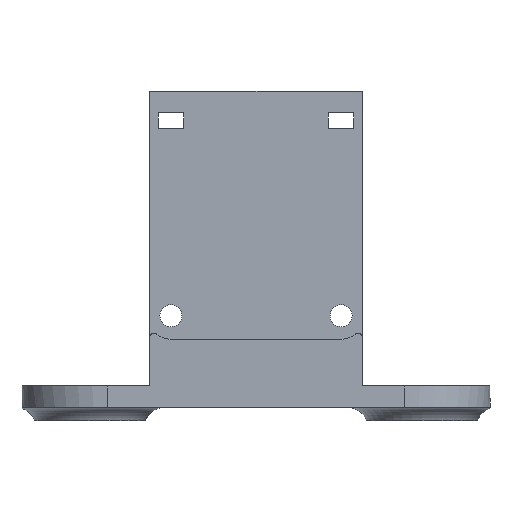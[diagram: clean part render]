
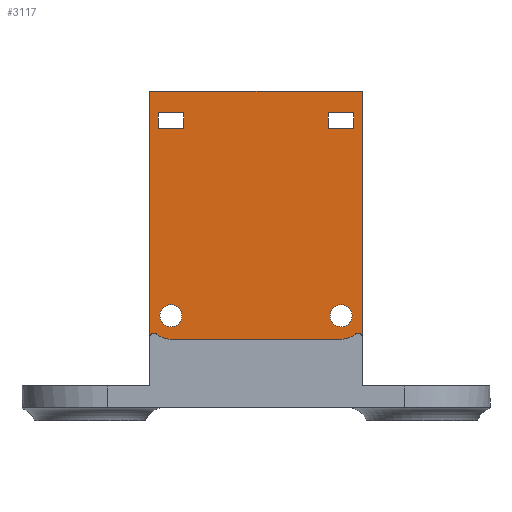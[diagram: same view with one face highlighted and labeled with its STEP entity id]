
A CAD part, front view. The second image highlights one B-rep face of the part: STEP entity #3117.
In plain terms, the highlighted planar face has unit normal (0, -1, 0).
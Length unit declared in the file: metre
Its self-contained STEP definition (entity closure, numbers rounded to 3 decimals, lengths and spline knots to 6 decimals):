
#109=B_SPLINE_CURVE_WITH_KNOTS('',3,(#5074,#5075,#5076,#5077),
 .UNSPECIFIED.,.F.,.F.,(4,4),(0.,1.),.UNSPECIFIED.);
#110=B_SPLINE_CURVE_WITH_KNOTS('',3,(#5081,#5082,#5083,#5084),
 .UNSPECIFIED.,.F.,.F.,(4,4),(0.,1.),.UNSPECIFIED.);
#288=LINE('',#5047,#557);
#292=LINE('',#5056,#561);
#294=LINE('',#5060,#563);
#295=LINE('',#5062,#564);
#296=LINE('',#5064,#565);
#297=LINE('',#5072,#566);
#298=LINE('',#5079,#567);
#299=LINE('',#5086,#568);
#300=LINE('',#5092,#569);
#301=LINE('',#5095,#570);
#302=LINE('',#5097,#571);
#303=LINE('',#5099,#572);
#557=VECTOR('',#4047,1.);
#561=VECTOR('',#4053,1.);
#563=VECTOR('',#4057,1.);
#564=VECTOR('',#4058,1.);
#565=VECTOR('',#4059,1.);
#566=VECTOR('',#4066,1.);
#567=VECTOR('',#4067,1.);
#568=VECTOR('',#4068,1.);
#569=VECTOR('',#4073,1.);
#570=VECTOR('',#4076,1.);
#571=VECTOR('',#4077,1.);
#572=VECTOR('',#4078,1.);
#1144=ORIENTED_EDGE('',*,*,#1851,.T.);
#1145=ORIENTED_EDGE('',*,*,#1849,.T.);
#1146=ORIENTED_EDGE('',*,*,#1852,.T.);
#1147=ORIENTED_EDGE('',*,*,#1853,.T.);
#1148=ORIENTED_EDGE('',*,*,#1854,.T.);
#1149=ORIENTED_EDGE('',*,*,#1855,.T.);
#1150=ORIENTED_EDGE('',*,*,#1856,.T.);
#1151=ORIENTED_EDGE('',*,*,#1857,.T.);
#1152=ORIENTED_EDGE('',*,*,#1858,.F.);
#1153=ORIENTED_EDGE('',*,*,#1859,.T.);
#1154=ORIENTED_EDGE('',*,*,#1860,.T.);
#1155=ORIENTED_EDGE('',*,*,#1861,.T.);
#1156=ORIENTED_EDGE('',*,*,#1862,.T.);
#1157=ORIENTED_EDGE('',*,*,#1863,.T.);
#1158=ORIENTED_EDGE('',*,*,#1864,.T.);
#1159=ORIENTED_EDGE('',*,*,#1865,.T.);
#1160=ORIENTED_EDGE('',*,*,#1866,.T.);
#1161=ORIENTED_EDGE('',*,*,#1845,.T.);
#1162=ORIENTED_EDGE('',*,*,#1867,.T.);
#1163=ORIENTED_EDGE('',*,*,#1868,.T.);
#1845=EDGE_CURVE('',#2229,#2228,#288,.T.);
#1849=EDGE_CURVE('',#2233,#2232,#292,.T.);
#1851=EDGE_CURVE('',#2234,#2233,#294,.T.);
#1852=EDGE_CURVE('',#2232,#2235,#295,.T.);
#1853=EDGE_CURVE('',#2235,#2234,#296,.T.);
#1854=EDGE_CURVE('',#2236,#2236,#2428,.T.);
#1855=EDGE_CURVE('',#2237,#2237,#2429,.T.);
#1856=EDGE_CURVE('',#2238,#2239,#2430,.T.);
#1857=EDGE_CURVE('',#2239,#2240,#297,.T.);
#1858=EDGE_CURVE('',#2241,#2240,#109,.F.);
#1859=EDGE_CURVE('',#2241,#2242,#298,.T.);
#1860=EDGE_CURVE('',#2242,#2243,#110,.T.);
#1861=EDGE_CURVE('',#2243,#2244,#299,.T.);
#1862=EDGE_CURVE('',#2244,#2245,#2431,.T.);
#1863=EDGE_CURVE('',#2245,#2246,#2432,.T.);
#1864=EDGE_CURVE('',#2246,#2247,#300,.T.);
#1865=EDGE_CURVE('',#2247,#2238,#2433,.T.);
#1866=EDGE_CURVE('',#2248,#2229,#301,.T.);
#1867=EDGE_CURVE('',#2228,#2249,#302,.T.);
#1868=EDGE_CURVE('',#2249,#2248,#303,.T.);
#2228=VERTEX_POINT('',#5046);
#2229=VERTEX_POINT('',#5048);
#2232=VERTEX_POINT('',#5055);
#2233=VERTEX_POINT('',#5057);
#2234=VERTEX_POINT('',#5061);
#2235=VERTEX_POINT('',#5063);
#2236=VERTEX_POINT('',#5066);
#2237=VERTEX_POINT('',#5068);
#2238=VERTEX_POINT('',#5070);
#2239=VERTEX_POINT('',#5071);
#2240=VERTEX_POINT('',#5073);
#2241=VERTEX_POINT('',#5078);
#2242=VERTEX_POINT('',#5080);
#2243=VERTEX_POINT('',#5085);
#2244=VERTEX_POINT('',#5087);
#2245=VERTEX_POINT('',#5089);
#2246=VERTEX_POINT('',#5091);
#2247=VERTEX_POINT('',#5093);
#2248=VERTEX_POINT('',#5096);
#2249=VERTEX_POINT('',#5098);
#2428=CIRCLE('',#3395,0.0026);
#2429=CIRCLE('',#3396,0.0026);
#2430=CIRCLE('',#3397,0.00105);
#2431=CIRCLE('',#3398,0.00105);
#2432=CIRCLE('',#3399,0.0048);
#2433=CIRCLE('',#3400,0.0048);
#2585=EDGE_LOOP('',(#1144,#1145,#1146,#1147));
#2586=EDGE_LOOP('',(#1148));
#2587=EDGE_LOOP('',(#1149));
#2588=EDGE_LOOP('',(#1150,#1151,#1152,#1153,#1154,#1155,#1156,#1157,#1158,
#1159));
#2589=EDGE_LOOP('',(#1160,#1161,#1162,#1163));
#2827=FACE_BOUND('',#2585,.T.);
#2828=FACE_BOUND('',#2586,.T.);
#2829=FACE_BOUND('',#2587,.T.);
#2830=FACE_BOUND('',#2588,.T.);
#2831=FACE_BOUND('',#2589,.T.);
#3005=PLANE('',#3394);
#3117=ADVANCED_FACE('',(#2827,#2828,#2829,#2830,#2831),#3005,.F.);
#3394=AXIS2_PLACEMENT_3D('',#5059,#4055,#4056);
#3395=AXIS2_PLACEMENT_3D('',#5065,#4060,#4061);
#3396=AXIS2_PLACEMENT_3D('',#5067,#4062,#4063);
#3397=AXIS2_PLACEMENT_3D('',#5069,#4064,#4065);
#3398=AXIS2_PLACEMENT_3D('',#5088,#4069,#4070);
#3399=AXIS2_PLACEMENT_3D('',#5090,#4071,#4072);
#3400=AXIS2_PLACEMENT_3D('',#5094,#4074,#4075);
#4047=DIRECTION('',(0.,0.,-1.));
#4053=DIRECTION('',(0.,0.,-1.));
#4055=DIRECTION('',(0.,1.,0.));
#4056=DIRECTION('',(1.,0.,0.));
#4057=DIRECTION('',(1.,0.,0.));
#4058=DIRECTION('',(-1.,0.,0.));
#4059=DIRECTION('',(0.,0.,1.));
#4060=DIRECTION('',(0.,1.,0.));
#4061=DIRECTION('',(1.,0.,0.));
#4062=DIRECTION('',(0.,1.,0.));
#4063=DIRECTION('',(1.,0.,0.));
#4064=DIRECTION('',(0.,1.,0.));
#4065=DIRECTION('',(1.,0.,0.));
#4066=DIRECTION('',(0.,0.,1.));
#4067=DIRECTION('',(-1.,0.,0.));
#4068=DIRECTION('',(0.,0.,-1.));
#4069=DIRECTION('',(0.,1.,0.));
#4070=DIRECTION('',(0.641,0.,0.768));
#4071=DIRECTION('',(0.,-1.,0.));
#4072=DIRECTION('',(-0.641,0.,-0.768));
#4073=DIRECTION('',(1.,0.,0.));
#4074=DIRECTION('',(0.,-1.,0.));
#4075=DIRECTION('',(0.,0.,-1.));
#4076=DIRECTION('',(1.,0.,0.));
#4077=DIRECTION('',(-1.,0.,0.));
#4078=DIRECTION('',(0.,0.,1.));
#5046=CARTESIAN_POINT('',(0.023,-0.033235,0.065509));
#5047=CARTESIAN_POINT('',(0.023,-0.033235,0.04083));
#5048=CARTESIAN_POINT('',(0.023,-0.033235,0.069209));
#5055=CARTESIAN_POINT('',(-0.017,-0.033235,0.065509));
#5056=CARTESIAN_POINT('',(-0.017,-0.033235,0.04083));
#5057=CARTESIAN_POINT('',(-0.017,-0.033235,0.069209));
#5059=CARTESIAN_POINT('',(0.,-0.033235,0.03425));
#5060=CARTESIAN_POINT('',(-0.0115,-0.033235,0.069209));
#5061=CARTESIAN_POINT('',(-0.023,-0.033235,0.069209));
#5062=CARTESIAN_POINT('',(-0.0085,-0.033235,0.065509));
#5063=CARTESIAN_POINT('',(-0.023,-0.033235,0.065509));
#5064=CARTESIAN_POINT('',(-0.023,-0.033235,0.03948));
#5065=CARTESIAN_POINT('',(0.02,-0.033235,0.0215));
#5066=CARTESIAN_POINT('',(0.0226,-0.033235,0.0215));
#5067=CARTESIAN_POINT('',(-0.02,-0.033235,0.0215));
#5068=CARTESIAN_POINT('',(-0.0174,-0.033235,0.0215));
#5069=CARTESIAN_POINT('',(0.02395,-0.033235,0.01631));
#5070=CARTESIAN_POINT('',(0.023277,-0.033235,0.017116));
#5071=CARTESIAN_POINT('',(0.025,-0.033235,0.01631));
#5072=CARTESIAN_POINT('',(0.025,-0.033235,0.017125));
#5073=CARTESIAN_POINT('',(0.025,-0.033235,0.0525));
#5074=CARTESIAN_POINT('',(0.025,-0.033235,0.0525));
#5075=CARTESIAN_POINT('',(0.025,-0.033235,0.059767));
#5076=CARTESIAN_POINT('',(0.025,-0.033235,0.067033));
#5077=CARTESIAN_POINT('',(0.025,-0.033235,0.0743));
#5078=CARTESIAN_POINT('',(0.025,-0.033235,0.0743));
#5079=CARTESIAN_POINT('',(0.,-0.033235,0.0743));
#5080=CARTESIAN_POINT('',(-0.025,-0.033235,0.0743));
#5081=CARTESIAN_POINT('',(-0.025,-0.033235,0.0743));
#5082=CARTESIAN_POINT('',(-0.025,-0.033235,0.067033));
#5083=CARTESIAN_POINT('',(-0.025,-0.033235,0.059767));
#5084=CARTESIAN_POINT('',(-0.025,-0.033235,0.0525));
#5085=CARTESIAN_POINT('',(-0.025,-0.033235,0.0525));
#5086=CARTESIAN_POINT('',(-0.025,-0.033235,0.017125));
#5087=CARTESIAN_POINT('',(-0.025,-0.033235,0.01631));
#5088=CARTESIAN_POINT('',(-0.02395,-0.033235,0.01631));
#5089=CARTESIAN_POINT('',(-0.023277,-0.033235,0.017116));
#5090=CARTESIAN_POINT('',(-0.0202,-0.033235,0.0208));
#5091=CARTESIAN_POINT('',(-0.0202,-0.033235,0.016));
#5092=CARTESIAN_POINT('',(0.0101,-0.033235,0.016));
#5093=CARTESIAN_POINT('',(0.0202,-0.033235,0.016));
#5094=CARTESIAN_POINT('',(0.0202,-0.033235,0.0208));
#5095=CARTESIAN_POINT('',(0.0085,-0.033235,0.069209));
#5096=CARTESIAN_POINT('',(0.017,-0.033235,0.069209));
#5097=CARTESIAN_POINT('',(0.0115,-0.033235,0.065509));
#5098=CARTESIAN_POINT('',(0.017,-0.033235,0.065509));
#5099=CARTESIAN_POINT('',(0.017,-0.033235,0.03948));
